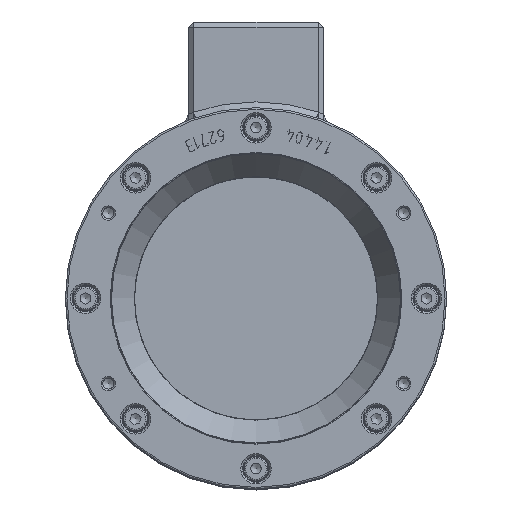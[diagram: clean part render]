
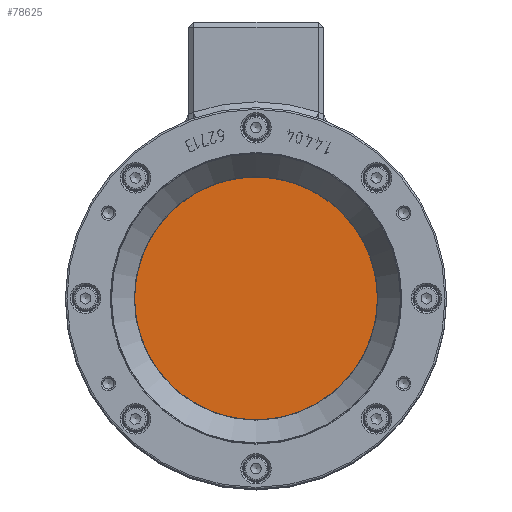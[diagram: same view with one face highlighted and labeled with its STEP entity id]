
A CAD part, top view. The second image highlights one B-rep face of the part: STEP entity #78625.
In plain terms, the highlighted face is planar.
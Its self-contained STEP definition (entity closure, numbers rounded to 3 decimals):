
#6536=PLANE('',#84234);
#8945=FACE_OUTER_BOUND('',#13652,.T.);
#13652=EDGE_LOOP('',(#56419));
#31773=CIRCLE('',#84231,39.496);
#35098=VERTEX_POINT('',#119987);
#43103=EDGE_CURVE('',#35098,#35098,#31773,.T.);
#56419=ORIENTED_EDGE('',*,*,#43103,.F.);
#78625=ADVANCED_FACE('',(#8945),#6536,.T.);
#84231=AXIS2_PLACEMENT_3D('',#119989,#92621,#92622);
#84234=AXIS2_PLACEMENT_3D('',#119993,#92628,#92629);
#92621=DIRECTION('center_axis',(0.,0.,1.));
#92622=DIRECTION('ref_axis',(-1.,0.,0.));
#92628=DIRECTION('center_axis',(0.,0.,-1.));
#92629=DIRECTION('ref_axis',(-1.,0.,0.));
#119987=CARTESIAN_POINT('',(-39.496,0.,0.));
#119989=CARTESIAN_POINT('Origin',(0.,0.,0.));
#119993=CARTESIAN_POINT('Origin',(0.,0.,0.));
